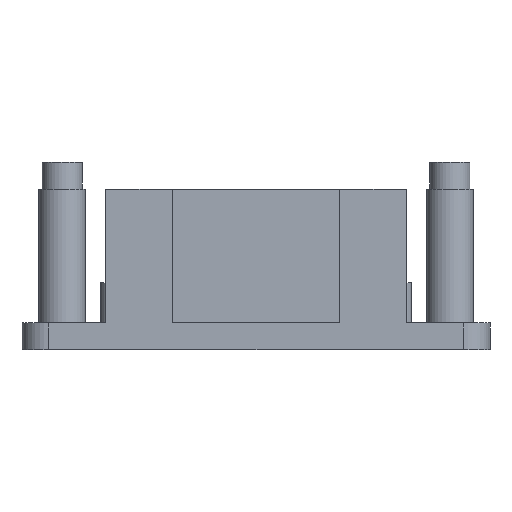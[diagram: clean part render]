
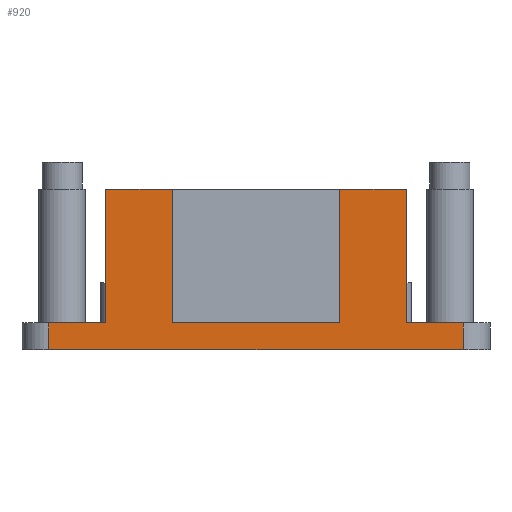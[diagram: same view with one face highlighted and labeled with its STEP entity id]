
A CAD part, left-side view. The second image highlights one B-rep face of the part: STEP entity #920.
In plain terms, the highlighted planar face has unit normal (-1, 0, 0).
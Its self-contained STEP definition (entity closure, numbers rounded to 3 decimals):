
#96=FACE_OUTER_BOUND('',#162,.T.);
#162=EDGE_LOOP('',(#749,#750,#751,#752,#753,#754,#755,#756,#757,#758,#759,
#760));
#202=LINE('',#1328,#300);
#206=LINE('',#1335,#304);
#207=LINE('',#1337,#305);
#235=LINE('',#1395,#333);
#240=LINE('',#1406,#338);
#242=LINE('',#1409,#340);
#243=LINE('',#1412,#341);
#247=LINE('',#1427,#345);
#248=LINE('',#1428,#346);
#257=LINE('',#1459,#355);
#261=LINE('',#1469,#359);
#275=LINE('',#1501,#373);
#300=VECTOR('',#1059,10.);
#304=VECTOR('',#1065,10.);
#305=VECTOR('',#1068,10.);
#333=VECTOR('',#1116,10.);
#338=VECTOR('',#1125,10.);
#340=VECTOR('',#1129,10.);
#341=VECTOR('',#1132,10.);
#345=VECTOR('',#1144,10.);
#346=VECTOR('',#1145,10.);
#355=VECTOR('',#1168,10.);
#359=VECTOR('',#1178,10.);
#373=VECTOR('',#1204,10.);
#397=VERTEX_POINT('',#1325);
#398=VERTEX_POINT('',#1327);
#399=VERTEX_POINT('',#1331);
#400=VERTEX_POINT('',#1333);
#417=VERTEX_POINT('',#1388);
#420=VERTEX_POINT('',#1393);
#423=VERTEX_POINT('',#1403);
#424=VERTEX_POINT('',#1405);
#425=VERTEX_POINT('',#1411);
#432=VERTEX_POINT('',#1425);
#447=VERTEX_POINT('',#1458);
#450=VERTEX_POINT('',#1468);
#482=EDGE_CURVE('',#398,#397,#202,.T.);
#486=EDGE_CURVE('',#400,#399,#206,.T.);
#487=EDGE_CURVE('',#397,#399,#207,.T.);
#515=EDGE_CURVE('',#420,#417,#235,.T.);
#520=EDGE_CURVE('',#424,#423,#240,.T.);
#522=EDGE_CURVE('',#423,#417,#242,.T.);
#523=EDGE_CURVE('',#398,#425,#243,.T.);
#531=EDGE_CURVE('',#432,#420,#247,.T.);
#532=EDGE_CURVE('',#424,#400,#248,.T.);
#547=EDGE_CURVE('',#425,#447,#257,.T.);
#552=EDGE_CURVE('',#450,#447,#261,.T.);
#569=EDGE_CURVE('',#450,#432,#275,.T.);
#749=ORIENTED_EDGE('',*,*,#547,.F.);
#750=ORIENTED_EDGE('',*,*,#523,.F.);
#751=ORIENTED_EDGE('',*,*,#482,.T.);
#752=ORIENTED_EDGE('',*,*,#487,.T.);
#753=ORIENTED_EDGE('',*,*,#486,.F.);
#754=ORIENTED_EDGE('',*,*,#532,.F.);
#755=ORIENTED_EDGE('',*,*,#520,.T.);
#756=ORIENTED_EDGE('',*,*,#522,.T.);
#757=ORIENTED_EDGE('',*,*,#515,.F.);
#758=ORIENTED_EDGE('',*,*,#531,.F.);
#759=ORIENTED_EDGE('',*,*,#569,.F.);
#760=ORIENTED_EDGE('',*,*,#552,.T.);
#876=PLANE('',#1003);
#920=ADVANCED_FACE('',(#96),#876,.T.);
#1003=AXIS2_PLACEMENT_3D('',#1502,#1205,#1206);
#1059=DIRECTION('',(0.,0.,1.));
#1065=DIRECTION('',(0.,0.,1.));
#1068=DIRECTION('',(0.,1.,0.));
#1116=DIRECTION('',(0.,0.,1.));
#1125=DIRECTION('',(0.,0.,1.));
#1129=DIRECTION('',(0.,1.,0.));
#1132=DIRECTION('',(0.,-1.,0.));
#1144=DIRECTION('',(0.,-1.,0.));
#1145=DIRECTION('',(0.,-1.,0.));
#1168=DIRECTION('',(0.,0.,-1.));
#1178=DIRECTION('',(0.,-1.,0.));
#1204=DIRECTION('',(0.,0.,1.));
#1205=DIRECTION('center_axis',(-1.,0.,0.));
#1206=DIRECTION('ref_axis',(0.,-1.,0.));
#1325=CARTESIAN_POINT('',(0.,6.25,12.));
#1327=CARTESIAN_POINT('',(0.,6.25,2.));
#1328=CARTESIAN_POINT('',(0.,6.25,2.));
#1331=CARTESIAN_POINT('',(0.,11.25,12.));
#1333=CARTESIAN_POINT('',(0.,11.25,2.));
#1335=CARTESIAN_POINT('',(0.,11.25,2.));
#1337=CARTESIAN_POINT('',(0.,14.375,12.));
#1388=CARTESIAN_POINT('',(0.,28.75,12.));
#1393=CARTESIAN_POINT('',(0.,28.75,2.));
#1395=CARTESIAN_POINT('',(0.,28.75,2.));
#1403=CARTESIAN_POINT('',(0.,23.75,12.));
#1405=CARTESIAN_POINT('',(0.,23.75,2.));
#1406=CARTESIAN_POINT('',(0.,23.75,2.));
#1409=CARTESIAN_POINT('',(0.,23.125,12.));
#1411=CARTESIAN_POINT('',(0.,2.,2.));
#1412=CARTESIAN_POINT('',(0.,35.,2.));
#1425=CARTESIAN_POINT('',(0.,33.,2.));
#1427=CARTESIAN_POINT('',(0.,35.,2.));
#1428=CARTESIAN_POINT('',(0.,35.,2.));
#1458=CARTESIAN_POINT('',(0.,2.,0.));
#1459=CARTESIAN_POINT('',(0.,2.,0.));
#1468=CARTESIAN_POINT('',(0.,33.,0.));
#1469=CARTESIAN_POINT('',(0.,35.,0.));
#1501=CARTESIAN_POINT('',(0.,33.,0.));
#1502=CARTESIAN_POINT('Origin',(0.,35.,0.));
